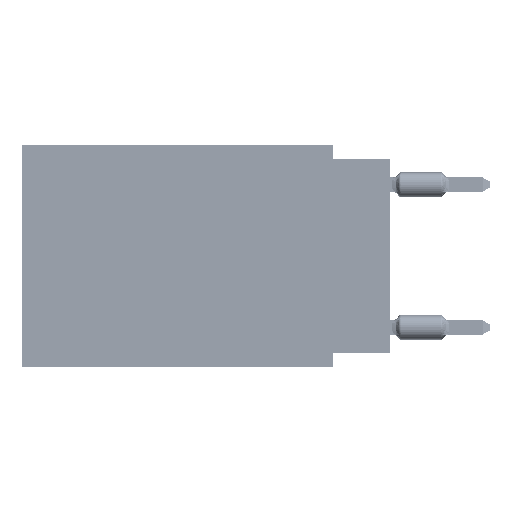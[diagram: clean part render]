
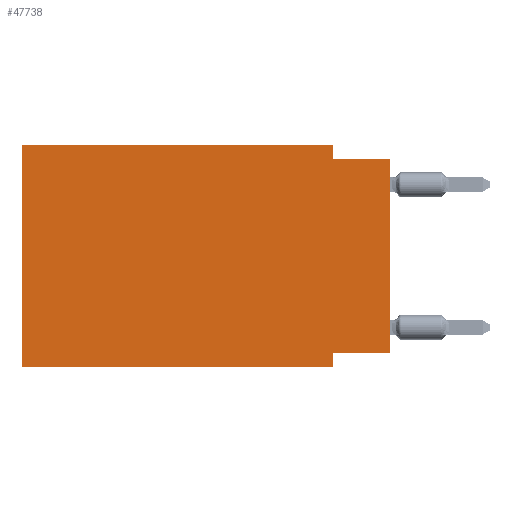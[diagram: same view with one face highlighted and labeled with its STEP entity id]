
A CAD part, left-side view. The second image highlights one B-rep face of the part: STEP entity #47738.
In plain terms, the highlighted planar face has unit normal (-1, 0, 0).
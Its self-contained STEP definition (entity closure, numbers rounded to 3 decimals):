
#205 = DIRECTION ( 'NONE',  ( 1., 0., 0. ) ) ;
#1223 = VECTOR ( 'NONE', #81286, 1000. ) ;
#2236 = CARTESIAN_POINT ( 'NONE',  ( 0., 2.54, -0.635 ) ) ;
#3896 = CARTESIAN_POINT ( 'NONE',  ( 0., 2.54, -9.906 ) ) ;
#5541 = ORIENTED_EDGE ( 'NONE', *, *, #66106, .F. ) ;
#5863 = LINE ( 'NONE', #25121, #69027 ) ;
#7181 = VECTOR ( 'NONE', #42543, 1000. ) ;
#7818 = LINE ( 'NONE', #59935, #58100 ) ;
#7832 = EDGE_CURVE ( 'NONE', #65022, #40006, #7818, .T. ) ;
#8267 = LINE ( 'NONE', #14674, #1223 ) ;
#8452 = CARTESIAN_POINT ( 'NONE',  ( 0., 16.383, 0. ) ) ;
#10254 = VECTOR ( 'NONE', #15668, 1000. ) ;
#10430 = CARTESIAN_POINT ( 'NONE',  ( 0., 2.54, 0. ) ) ;
#11094 = ORIENTED_EDGE ( 'NONE', *, *, #29815, .F. ) ;
#12372 = CARTESIAN_POINT ( 'NONE',  ( 0., 0., -0.635 ) ) ;
#13248 = EDGE_CURVE ( 'NONE', #82766, #28831, #38598, .T. ) ;
#13797 = DIRECTION ( 'NONE',  ( 0., -1., 0. ) ) ;
#14674 = CARTESIAN_POINT ( 'NONE',  ( 0., 0., -0.635 ) ) ;
#15484 = DIRECTION ( 'NONE',  ( 0., 0., -1. ) ) ;
#15668 = DIRECTION ( 'NONE',  ( 0., -1., 0. ) ) ;
#18521 = CARTESIAN_POINT ( 'NONE',  ( 0., 16.383, -9.906 ) ) ;
#20485 = VERTEX_POINT ( 'NONE', #10430 ) ;
#22109 = AXIS2_PLACEMENT_3D ( 'NONE', #53218, #205, #72374 ) ;
#23304 = LINE ( 'NONE', #62574, #7181 ) ;
#25121 = CARTESIAN_POINT ( 'NONE',  ( 0., 2.54, 0. ) ) ;
#26702 = PLANE ( 'NONE',  #22109 ) ;
#28831 = VERTEX_POINT ( 'NONE', #77149 ) ;
#29815 = EDGE_CURVE ( 'NONE', #44165, #20485, #34471, .T. ) ;
#30685 = EDGE_CURVE ( 'NONE', #20485, #45411, #5863, .T. ) ;
#34471 = LINE ( 'NONE', #61372, #10254 ) ;
#36383 = LINE ( 'NONE', #3896, #73941 ) ;
#38598 = LINE ( 'NONE', #18521, #76373 ) ;
#38966 = ORIENTED_EDGE ( 'NONE', *, *, #67384, .F. ) ;
#40006 = VERTEX_POINT ( 'NONE', #12372 ) ;
#41830 = ORIENTED_EDGE ( 'NONE', *, *, #7832, .T. ) ;
#42543 = DIRECTION ( 'NONE',  ( 0., 1., 0. ) ) ;
#43428 = LINE ( 'NONE', #69461, #52257 ) ;
#43857 = ORIENTED_EDGE ( 'NONE', *, *, #60668, .F. ) ;
#44165 = VERTEX_POINT ( 'NONE', #8452 ) ;
#44274 = DIRECTION ( 'NONE',  ( 0., 0., 1. ) ) ;
#45411 = VERTEX_POINT ( 'NONE', #2236 ) ;
#47738 = ADVANCED_FACE ( 'NONE', ( #59588 ), #26702, .F. ) ;
#48663 = ORIENTED_EDGE ( 'NONE', *, *, #30685, .F. ) ;
#51205 = DIRECTION ( 'NONE',  ( 0., 0., -1. ) ) ;
#51255 = EDGE_LOOP ( 'NONE', ( #41830, #43857, #48663, #11094, #38966, #74219, #5541, #78333 ) ) ;
#52257 = VECTOR ( 'NONE', #44274, 1000. ) ;
#53218 = CARTESIAN_POINT ( 'NONE',  ( 0., 16.383, 0. ) ) ;
#53569 = DIRECTION ( 'NONE',  ( 0., 0., 1. ) ) ;
#55939 = CARTESIAN_POINT ( 'NONE',  ( 0., 2.54, -9.271 ) ) ;
#56237 = VERTEX_POINT ( 'NONE', #55939 ) ;
#56443 = CARTESIAN_POINT ( 'NONE',  ( 0., 0., -9.271 ) ) ;
#58100 = VECTOR ( 'NONE', #53569, 1000. ) ;
#59588 = FACE_OUTER_BOUND ( 'NONE', #51255, .T. ) ;
#59935 = CARTESIAN_POINT ( 'NONE',  ( 0., 0., 0. ) ) ;
#60668 = EDGE_CURVE ( 'NONE', #45411, #40006, #8267, .T. ) ;
#61372 = CARTESIAN_POINT ( 'NONE',  ( 0., 16.383, 0. ) ) ;
#62574 = CARTESIAN_POINT ( 'NONE',  ( 0., 0., -9.271 ) ) ;
#65022 = VERTEX_POINT ( 'NONE', #56443 ) ;
#66106 = EDGE_CURVE ( 'NONE', #56237, #28831, #36383, .T. ) ;
#67384 = EDGE_CURVE ( 'NONE', #82766, #44165, #43428, .T. ) ;
#69027 = VECTOR ( 'NONE', #51205, 1000. ) ;
#69461 = CARTESIAN_POINT ( 'NONE',  ( 0., 16.383, 0. ) ) ;
#72374 = DIRECTION ( 'NONE',  ( 0., 0., -1. ) ) ;
#73941 = VECTOR ( 'NONE', #15484, 1000. ) ;
#74219 = ORIENTED_EDGE ( 'NONE', *, *, #13248, .T. ) ;
#74290 = EDGE_CURVE ( 'NONE', #65022, #56237, #23304, .T. ) ;
#76373 = VECTOR ( 'NONE', #13797, 1000. ) ;
#77149 = CARTESIAN_POINT ( 'NONE',  ( 0., 2.54, -9.906 ) ) ;
#78333 = ORIENTED_EDGE ( 'NONE', *, *, #74290, .F. ) ;
#81286 = DIRECTION ( 'NONE',  ( 0., -1., 0. ) ) ;
#82766 = VERTEX_POINT ( 'NONE', #83303 ) ;
#83303 = CARTESIAN_POINT ( 'NONE',  ( 0., 16.383, -9.906 ) ) ;
